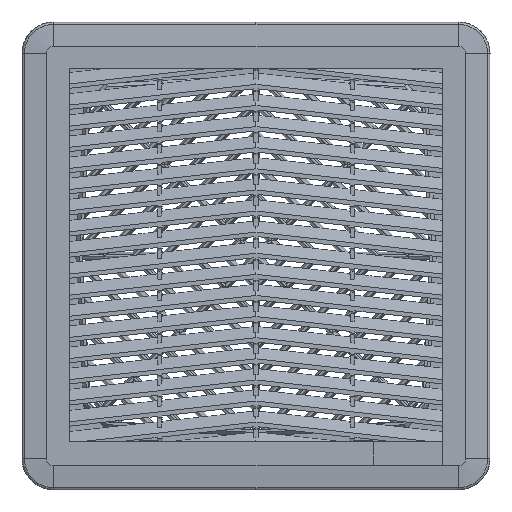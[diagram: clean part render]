
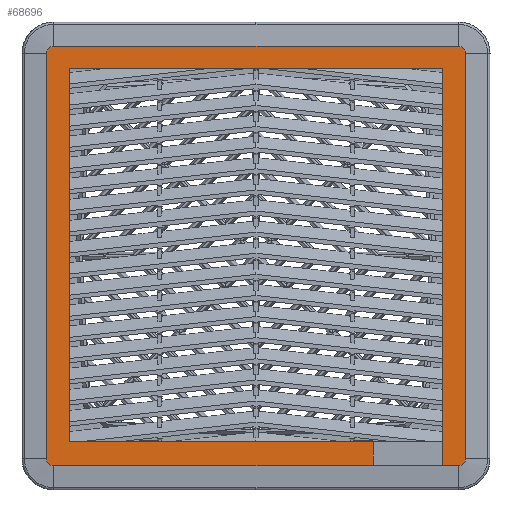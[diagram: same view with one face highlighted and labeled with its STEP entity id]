
A CAD part, front view. The second image highlights one B-rep face of the part: STEP entity #68696.
In plain terms, the highlighted planar face has unit normal (0, 1, 0).
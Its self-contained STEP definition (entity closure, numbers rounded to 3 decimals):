
#49756=CARTESIAN_POINT('',(88.299,-29.499,
88.2));
#49757=DIRECTION('',(0.,-1.,0.));
#49758=DIRECTION('',(1.,0.,0.));
#49759=AXIS2_PLACEMENT_3D('',#49756,#49757,#49758);
#49764=CARTESIAN_POINT('',(-88.301,-29.499,
88.2));
#49765=DIRECTION('',(0.,-1.,0.));
#49766=DIRECTION('',(0.,0.,1.));
#49767=AXIS2_PLACEMENT_3D('',#49764,#49765,#49766);
#49772=CARTESIAN_POINT('',(-88.301,-29.499,
-88.4));
#49773=DIRECTION('',(0.,-1.,0.));
#49774=DIRECTION('',(-1.,0.,0.));
#49775=AXIS2_PLACEMENT_3D('',#49772,#49773,#49774);
#49780=CARTESIAN_POINT('',(88.299,-29.499,
-88.4));
#49781=DIRECTION('',(0.,-1.,0.));
#49782=DIRECTION('',(0.,0.,-1.));
#49783=AXIS2_PLACEMENT_3D('',#49780,#49781,#49782);
#49788=DIRECTION('',(0.,0.,1.));
#49789=VECTOR('',#49788,176.6);
#49790=CARTESIAN_POINT('',(91.299,-29.499,
-88.4));
#49791=LINE('',#49790,#49789);
#49795=DIRECTION('',(0.,0.,-1.));
#49796=VECTOR('',#49795,172.939);
#49797=CARTESIAN_POINT('',(81.302,-29.499,
81.7));
#49798=LINE('',#49797,#49796);
#49802=DIRECTION('',(-1.,0.,0.));
#49803=VECTOR('',#49802,30.119);
#49804=CARTESIAN_POINT('',(81.302,-29.499,
-91.239));
#49805=LINE('',#49804,#49803);
#49809=DIRECTION('',(0.,0.,1.));
#49810=VECTOR('',#49809,10.239);
#49811=CARTESIAN_POINT('',(51.183,-29.499,
-91.239));
#49812=LINE('',#49811,#49810);
#49816=DIRECTION('',(-1.,0.,0.));
#49817=VECTOR('',#49816,132.486);
#49818=CARTESIAN_POINT('',(51.183,-29.499,
-81.));
#49819=LINE('',#49818,#49817);
#49823=DIRECTION('',(0.,0.,1.));
#49824=VECTOR('',#49823,162.7);
#49825=CARTESIAN_POINT('',(-81.304,-29.499,
-81.));
#49826=LINE('',#49825,#49824);
#49830=DIRECTION('',(1.,0.,0.));
#49831=VECTOR('',#49830,162.606);
#49832=CARTESIAN_POINT('',(-81.304,-29.499,
81.7));
#49833=LINE('',#49832,#49831);
#49851=DIRECTION('',(1.,0.,0.));
#49852=VECTOR('',#49851,88.3);
#49853=CARTESIAN_POINT('',(-88.301,-29.499,
91.2));
#49854=LINE('',#49853,#49852);
#49858=DIRECTION('',(1.,0.,0.));
#49859=VECTOR('',#49858,88.3);
#49860=CARTESIAN_POINT('',(-0.001,-29.499,
91.2));
#49861=LINE('',#49860,#49859);
#65751=DIRECTION('',(-1.,0.,0.));
#65752=VECTOR('',#65751,88.3);
#65753=CARTESIAN_POINT('',(88.299,-29.499,
-91.4));
#65754=LINE('',#65753,#65752);
#65758=DIRECTION('',(-1.,0.,0.));
#65759=VECTOR('',#65758,88.3);
#65760=CARTESIAN_POINT('',(-0.001,-29.499,
-91.4));
#65761=LINE('',#65760,#65759);
#65779=DIRECTION('',(0.,0.,1.));
#65780=VECTOR('',#65779,176.6);
#65781=CARTESIAN_POINT('',(-91.301,-29.499,
-88.4));
#65782=LINE('',#65781,#65780);
#65818=CARTESIAN_POINT('',(-81.304,-29.499,
81.7));
#65819=CARTESIAN_POINT('',(81.302,-29.499,
81.7));
#65820=VERTEX_POINT('',#65818);
#65821=VERTEX_POINT('',#65819);
#66893=CARTESIAN_POINT('',(-81.304,-29.499,
-81.));
#66894=VERTEX_POINT('',#66893);
#67019=CARTESIAN_POINT('',(81.302,-29.499,
-91.239));
#67020=VERTEX_POINT('',#67019);
#68167=CARTESIAN_POINT('',(51.183,-29.499,
-81.));
#68168=VERTEX_POINT('',#68167);
#68263=CARTESIAN_POINT('',(91.299,-29.499,
88.2));
#68264=CARTESIAN_POINT('',(88.299,-29.499,
91.2));
#68265=VERTEX_POINT('',#68263);
#68266=VERTEX_POINT('',#68264);
#68267=CARTESIAN_POINT('',(-0.001,-29.499,
91.2));
#68268=VERTEX_POINT('',#68267);
#68269=CARTESIAN_POINT('',(-88.301,-29.499,
91.2));
#68270=VERTEX_POINT('',#68269);
#68271=CARTESIAN_POINT('',(-91.301,-29.499,
88.2));
#68272=VERTEX_POINT('',#68271);
#68273=CARTESIAN_POINT('',(-91.301,-29.499,
-88.4));
#68274=VERTEX_POINT('',#68273);
#68275=CARTESIAN_POINT('',(-88.301,-29.499,
-91.4));
#68276=VERTEX_POINT('',#68275);
#68277=CARTESIAN_POINT('',(-0.001,-29.499,
-91.4));
#68278=VERTEX_POINT('',#68277);
#68279=CARTESIAN_POINT('',(88.299,-29.499,
-91.4));
#68280=VERTEX_POINT('',#68279);
#68281=CARTESIAN_POINT('',(91.299,-29.499,
-88.4));
#68282=VERTEX_POINT('',#68281);
#68283=CARTESIAN_POINT('',(51.183,-29.499,
-91.239));
#68284=VERTEX_POINT('',#68283);
#68656=CARTESIAN_POINT('',(-91.301,-29.499,
91.2));
#68657=DIRECTION('',(0.,-1.,0.));
#68658=DIRECTION('',(1.,0.,0.));
#68659=AXIS2_PLACEMENT_3D('',#68656,#68657,#68658);
#68660=PLANE('',#68659);
#68662=ORIENTED_EDGE('',*,*,#68661,.T.);
#68664=ORIENTED_EDGE('',*,*,#68663,.F.);
#68666=ORIENTED_EDGE('',*,*,#68665,.F.);
#68668=ORIENTED_EDGE('',*,*,#68667,.T.);
#68670=ORIENTED_EDGE('',*,*,#68669,.F.);
#68672=ORIENTED_EDGE('',*,*,#68671,.T.);
#68674=ORIENTED_EDGE('',*,*,#68673,.F.);
#68676=ORIENTED_EDGE('',*,*,#68675,.F.);
#68678=ORIENTED_EDGE('',*,*,#68677,.T.);
#68680=ORIENTED_EDGE('',*,*,#68679,.T.);
#68681=EDGE_LOOP('',(#68662,#68664,#68666,#68668,#68670,#68672,#68674,#68676,
#68678,#68680));
#68682=FACE_OUTER_BOUND('',#68681,.F.);
#68684=ORIENTED_EDGE('',*,*,#68683,.T.);
#68686=ORIENTED_EDGE('',*,*,#68685,.T.);
#68688=ORIENTED_EDGE('',*,*,#68687,.T.);
#68690=ORIENTED_EDGE('',*,*,#68689,.T.);
#68692=ORIENTED_EDGE('',*,*,#68691,.T.);
#68693=ORIENTED_EDGE('',*,*,#68598,.T.);
#68694=EDGE_LOOP('',(#68684,#68686,#68688,#68690,#68692,#68693));
#68695=FACE_BOUND('',#68694,.F.);
#68696=ADVANCED_FACE('',(#68682,#68695),#68660,.F.);
#49760=CIRCLE('',#49759,3.);
#49768=CIRCLE('',#49767,3.);
#49776=CIRCLE('',#49775,3.);
#49784=CIRCLE('',#49783,3.);
#68598=EDGE_CURVE('',#65820,#65821,#49833,.T.);
#68661=EDGE_CURVE('',#68265,#68266,#49760,.T.);
#68663=EDGE_CURVE('',#68268,#68266,#49861,.T.);
#68665=EDGE_CURVE('',#68270,#68268,#49854,.T.);
#68667=EDGE_CURVE('',#68270,#68272,#49768,.T.);
#68669=EDGE_CURVE('',#68274,#68272,#65782,.T.);
#68671=EDGE_CURVE('',#68274,#68276,#49776,.T.);
#68673=EDGE_CURVE('',#68278,#68276,#65761,.T.);
#68675=EDGE_CURVE('',#68280,#68278,#65754,.T.);
#68677=EDGE_CURVE('',#68280,#68282,#49784,.T.);
#68679=EDGE_CURVE('',#68282,#68265,#49791,.T.);
#68683=EDGE_CURVE('',#65821,#67020,#49798,.T.);
#68685=EDGE_CURVE('',#67020,#68284,#49805,.T.);
#68687=EDGE_CURVE('',#68284,#68168,#49812,.T.);
#68689=EDGE_CURVE('',#68168,#66894,#49819,.T.);
#68691=EDGE_CURVE('',#66894,#65820,#49826,.T.);
